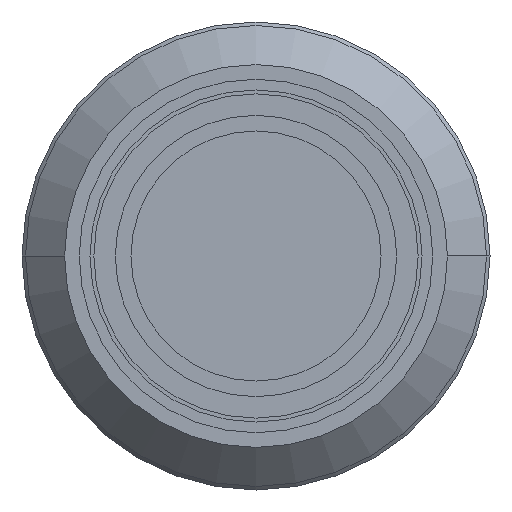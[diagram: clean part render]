
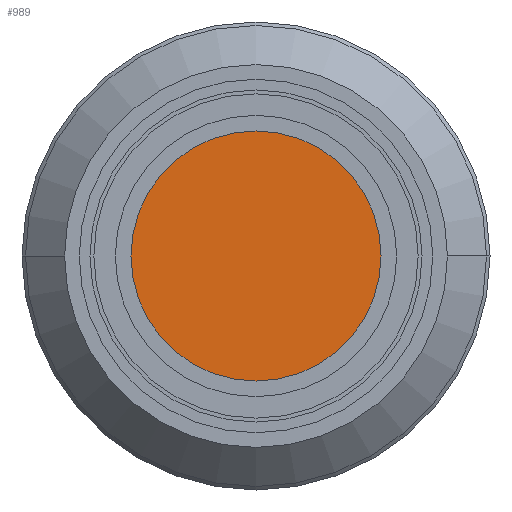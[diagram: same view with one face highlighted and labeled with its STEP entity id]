
A CAD part, left-side view. The second image highlights one B-rep face of the part: STEP entity #989.
In plain terms, the highlighted planar face has unit normal (-1, 0, 0).
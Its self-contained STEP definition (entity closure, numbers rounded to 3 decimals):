
#12 = EDGE_LOOP ( 'NONE', ( #1010, #858 ) ) ;
#94 = DIRECTION ( 'NONE',  ( 1., 0., 0. ) ) ;
#165 = FACE_OUTER_BOUND ( 'NONE', #12, .T. ) ;
#172 = PLANE ( 'NONE',  #431 ) ;
#175 = CIRCLE ( 'NONE', #769, 32. ) ;
#191 = CARTESIAN_POINT ( 'NONE',  ( -66.2, 0., 0. ) ) ;
#228 = EDGE_CURVE ( 'NONE', #878, #935, #596, .T. ) ;
#243 = DIRECTION ( 'NONE',  ( 0., 1., 0. ) ) ;
#271 = CARTESIAN_POINT ( 'NONE',  ( -66.2, 32., 0. ) ) ;
#410 = DIRECTION ( 'NONE',  ( -1., 0., 0. ) ) ;
#431 = AXIS2_PLACEMENT_3D ( 'NONE', #271, #410, #572 ) ;
#466 = AXIS2_PLACEMENT_3D ( 'NONE', #672, #94, #243 ) ;
#478 = CARTESIAN_POINT ( 'NONE',  ( -66.2, -32., 0. ) ) ;
#495 = DIRECTION ( 'NONE',  ( 0., 1., 0. ) ) ;
#572 = DIRECTION ( 'NONE',  ( 0., -1., 0. ) ) ;
#596 = CIRCLE ( 'NONE', #466, 32. ) ;
#672 = CARTESIAN_POINT ( 'NONE',  ( -66.2, 0., 0. ) ) ;
#769 = AXIS2_PLACEMENT_3D ( 'NONE', #191, #838, #495 ) ;
#795 = CARTESIAN_POINT ( 'NONE',  ( -66.2, 32., 0. ) ) ;
#838 = DIRECTION ( 'NONE',  ( 1., 0., 0. ) ) ;
#858 = ORIENTED_EDGE ( 'NONE', *, *, #228, .F. ) ;
#878 = VERTEX_POINT ( 'NONE', #478 ) ;
#935 = VERTEX_POINT ( 'NONE', #795 ) ;
#986 = EDGE_CURVE ( 'NONE', #935, #878, #175, .T. ) ;
#989 = ADVANCED_FACE ( 'NONE', ( #165 ), #172, .T. ) ;
#1010 = ORIENTED_EDGE ( 'NONE', *, *, #986, .F. ) ;
